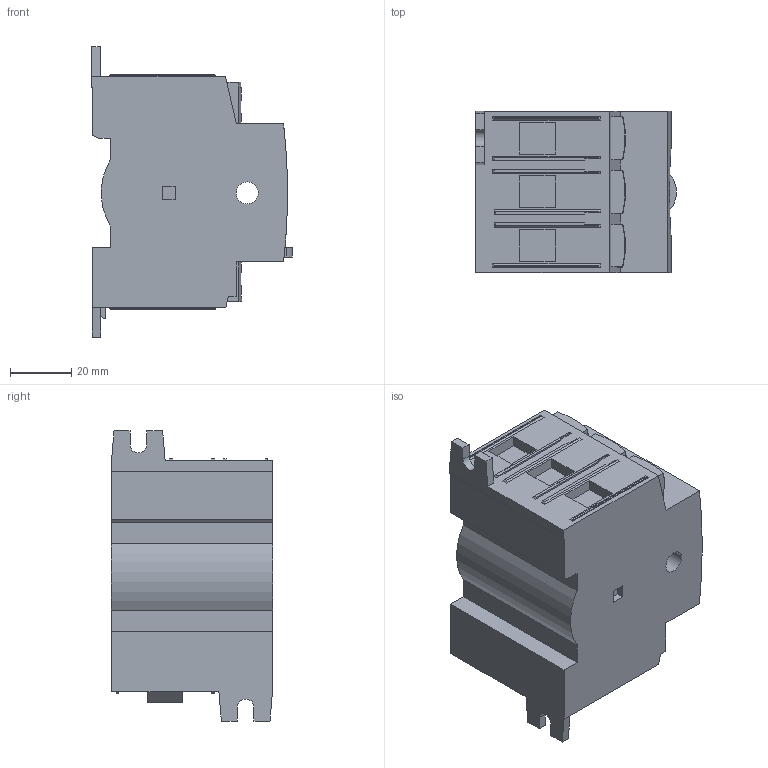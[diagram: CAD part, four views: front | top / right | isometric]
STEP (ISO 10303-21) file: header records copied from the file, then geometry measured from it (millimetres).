
FILE_DESCRIPTION (( 'STEP AP203' ), '1' );
FILE_NAME ('22003006-UL.step', '2022-02-02T17:48:24', ( '' ), ( '' ), 'SwSTEP 2.0', 'SolidWorks 2021', '' );
FILE_SCHEMA (( 'CONFIG_CONTROL_DESIGN' ));
Length unit declared in the file: inch
Products named in the file (1): 22003006-UL
Bounding box: 65.44 x 52.5 x 94.6 mm (x, y, z)
Volume: 209876.5 mm3; surface area: 27194.1 mm2
Topology: 1 solids, 1 shells, 238 faces, 630 edges, 418 vertices
Faces by surface type: plane 199, cylinder 39
Entity records: 7819 total; most frequent: CARTESIAN_POINT 1947, ORIENTED_EDGE 1260, DIRECTION 1076, EDGE_CURVE 630, LINE 530, VECTOR 530, VERTEX_POINT 418, AXIS2_PLACEMENT_3D 273
